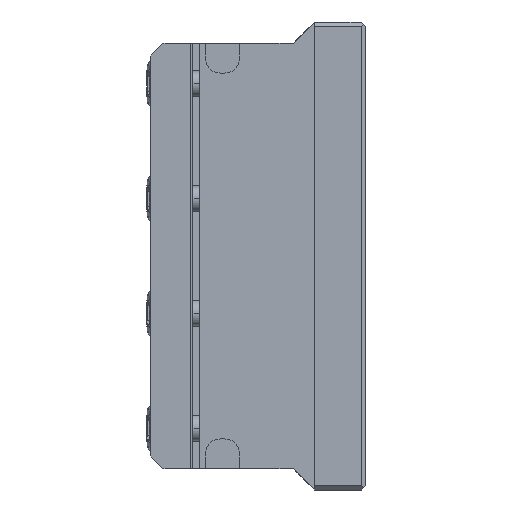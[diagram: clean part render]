
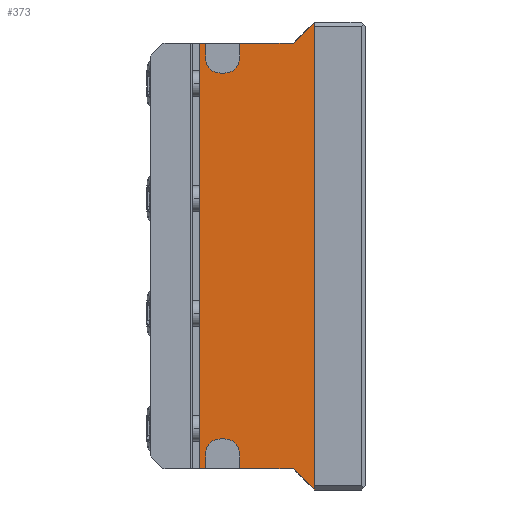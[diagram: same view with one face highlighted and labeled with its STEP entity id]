
A CAD part, left-side view. The second image highlights one B-rep face of the part: STEP entity #373.
In plain terms, the highlighted planar face has unit normal (-1, 0, 0).
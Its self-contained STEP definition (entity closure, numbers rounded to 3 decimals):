
#240=CIRCLE('',#3339,3.5);
#241=CIRCLE('',#3340,3.5);
#242=CIRCLE('',#3341,3.5);
#243=CIRCLE('',#3342,3.5);
#373=ADVANCED_FACE('',(#653),#553,.F.);
#553=PLANE('',#3343);
#653=FACE_OUTER_BOUND('',#814,.T.);
#814=EDGE_LOOP('',(#1053,#1054,#1055,#1056,#1057,#1058,#1059,#1060,#1061,
#1062,#1063,#1064,#1065,#1066,#1067,#1068,#1069,#1070,#1071,#1072));
#1053=ORIENTED_EDGE('',*,*,#2228,.T.);
#1054=ORIENTED_EDGE('',*,*,#2229,.F.);
#1055=ORIENTED_EDGE('',*,*,#2230,.T.);
#1056=ORIENTED_EDGE('',*,*,#2212,.F.);
#1057=ORIENTED_EDGE('',*,*,#2227,.F.);
#1058=ORIENTED_EDGE('',*,*,#2231,.F.);
#1059=ORIENTED_EDGE('',*,*,#2232,.T.);
#1060=ORIENTED_EDGE('',*,*,#2233,.T.);
#1061=ORIENTED_EDGE('',*,*,#2234,.F.);
#1062=ORIENTED_EDGE('',*,*,#2235,.T.);
#1063=ORIENTED_EDGE('',*,*,#2236,.F.);
#1064=ORIENTED_EDGE('',*,*,#2237,.T.);
#1065=ORIENTED_EDGE('',*,*,#2238,.T.);
#1066=ORIENTED_EDGE('',*,*,#2239,.T.);
#1067=ORIENTED_EDGE('',*,*,#2240,.T.);
#1068=ORIENTED_EDGE('',*,*,#2241,.T.);
#1069=ORIENTED_EDGE('',*,*,#2242,.F.);
#1070=ORIENTED_EDGE('',*,*,#2243,.T.);
#1071=ORIENTED_EDGE('',*,*,#2244,.F.);
#1072=ORIENTED_EDGE('',*,*,#2245,.T.);
#1918=VERTEX_POINT('',#4745);
#1919=VERTEX_POINT('',#4747);
#1929=VERTEX_POINT('',#4775);
#1930=VERTEX_POINT('',#4779);
#1931=VERTEX_POINT('',#4780);
#1932=VERTEX_POINT('',#4782);
#1933=VERTEX_POINT('',#4785);
#1934=VERTEX_POINT('',#4787);
#1935=VERTEX_POINT('',#4789);
#1936=VERTEX_POINT('',#4791);
#1937=VERTEX_POINT('',#4793);
#1938=VERTEX_POINT('',#4795);
#1939=VERTEX_POINT('',#4797);
#1940=VERTEX_POINT('',#4799);
#1941=VERTEX_POINT('',#4801);
#1942=VERTEX_POINT('',#4803);
#1943=VERTEX_POINT('',#4805);
#1944=VERTEX_POINT('',#4807);
#1945=VERTEX_POINT('',#4809);
#1946=VERTEX_POINT('',#4811);
#2212=EDGE_CURVE('',#1918,#1919,#2660,.T.);
#2227=EDGE_CURVE('',#1929,#1918,#2675,.T.);
#2228=EDGE_CURVE('',#1930,#1931,#2676,.T.);
#2229=EDGE_CURVE('',#1932,#1931,#2677,.T.);
#2230=EDGE_CURVE('',#1932,#1919,#2678,.T.);
#2231=EDGE_CURVE('',#1933,#1929,#2679,.T.);
#2232=EDGE_CURVE('',#1933,#1934,#2680,.T.);
#2233=EDGE_CURVE('',#1934,#1935,#2681,.T.);
#2234=EDGE_CURVE('',#1936,#1935,#240,.T.);
#2235=EDGE_CURVE('',#1936,#1937,#2682,.T.);
#2236=EDGE_CURVE('',#1938,#1937,#241,.T.);
#2237=EDGE_CURVE('',#1938,#1939,#2683,.T.);
#2238=EDGE_CURVE('',#1939,#1940,#2684,.T.);
#2239=EDGE_CURVE('',#1940,#1941,#2685,.T.);
#2240=EDGE_CURVE('',#1941,#1942,#2686,.T.);
#2241=EDGE_CURVE('',#1942,#1943,#2687,.T.);
#2242=EDGE_CURVE('',#1944,#1943,#242,.T.);
#2243=EDGE_CURVE('',#1944,#1945,#2688,.T.);
#2244=EDGE_CURVE('',#1946,#1945,#243,.T.);
#2245=EDGE_CURVE('',#1946,#1930,#2689,.T.);
#2660=LINE('',#4746,#2936);
#2675=LINE('',#4776,#2951);
#2676=LINE('',#4778,#2952);
#2677=LINE('',#4781,#2953);
#2678=LINE('',#4783,#2954);
#2679=LINE('',#4784,#2955);
#2680=LINE('',#4786,#2956);
#2681=LINE('',#4788,#2957);
#2682=LINE('',#4792,#2958);
#2683=LINE('',#4796,#2959);
#2684=LINE('',#4798,#2960);
#2685=LINE('',#4800,#2961);
#2686=LINE('',#4802,#2962);
#2687=LINE('',#4804,#2963);
#2688=LINE('',#4808,#2964);
#2689=LINE('',#4812,#2965);
#2936=VECTOR('',#3741,1.);
#2951=VECTOR('',#3764,1.);
#2952=VECTOR('',#3767,1.);
#2953=VECTOR('',#3768,1.);
#2954=VECTOR('',#3769,1.);
#2955=VECTOR('',#3770,1.);
#2956=VECTOR('',#3771,1.);
#2957=VECTOR('',#3772,1.);
#2958=VECTOR('',#3775,1.);
#2959=VECTOR('',#3778,1.);
#2960=VECTOR('',#3779,1.);
#2961=VECTOR('',#3780,1.);
#2962=VECTOR('',#3781,1.);
#2963=VECTOR('',#3782,1.);
#2964=VECTOR('',#3785,1.);
#2965=VECTOR('',#3788,1.);
#3339=AXIS2_PLACEMENT_3D('',#4790,#3773,#3774);
#3340=AXIS2_PLACEMENT_3D('',#4794,#3776,#3777);
#3341=AXIS2_PLACEMENT_3D('',#4806,#3783,#3784);
#3342=AXIS2_PLACEMENT_3D('',#4810,#3786,#3787);
#3343=AXIS2_PLACEMENT_3D('',#4813,#3789,#3790);
#3741=DIRECTION('',(0.,0.,-1.));
#3764=DIRECTION('',(0.,-1.,0.));
#3767=DIRECTION('',(0.,-1.,0.));
#3768=DIRECTION('',(0.,0.707,0.707));
#3769=DIRECTION('',(0.,-1.,0.));
#3770=DIRECTION('',(0.,-0.707,0.707));
#3771=DIRECTION('',(0.,1.,0.));
#3772=DIRECTION('',(0.,0.,-1.));
#3773=DIRECTION('',(-1.,0.,0.));
#3774=DIRECTION('',(0.,0.,-1.));
#3775=DIRECTION('',(0.,1.,0.));
#3776=DIRECTION('',(-1.,0.,0.));
#3777=DIRECTION('',(0.,1.,0.));
#3778=DIRECTION('',(0.,0.,1.));
#3779=DIRECTION('',(0.,1.,0.));
#3780=DIRECTION('',(0.,0.,-1.));
#3781=DIRECTION('',(0.,-1.,0.));
#3782=DIRECTION('',(0.,0.,1.));
#3783=DIRECTION('',(-1.,0.,0.));
#3784=DIRECTION('',(0.,0.,1.));
#3785=DIRECTION('',(0.,-1.,0.));
#3786=DIRECTION('',(-1.,0.,0.));
#3787=DIRECTION('',(0.,-1.,0.));
#3788=DIRECTION('',(0.,0.,-1.));
#3789=DIRECTION('',(1.,0.,0.));
#3790=DIRECTION('',(0.,1.,0.));
#4745=CARTESIAN_POINT('',(-34.5,-5.,6.));
#4746=CARTESIAN_POINT('',(-34.5,-5.,6.));
#4747=CARTESIAN_POINT('',(-34.5,-5.,-104.));
#4775=CARTESIAN_POINT('',(-34.5,-3.6,6.));
#4776=CARTESIAN_POINT('',(-34.5,-3.6,6.));
#4778=CARTESIAN_POINT('',(-34.5,14.,-99.));
#4779=CARTESIAN_POINT('',(-34.5,14.,-99.));
#4780=CARTESIAN_POINT('',(-34.5,1.4,-99.));
#4781=CARTESIAN_POINT('',(-34.5,-3.6,-104.));
#4782=CARTESIAN_POINT('',(-34.5,-3.6,-104.));
#4783=CARTESIAN_POINT('',(-34.5,-3.6,-104.));
#4784=CARTESIAN_POINT('',(-34.5,1.4,1.));
#4785=CARTESIAN_POINT('',(-34.5,1.4,1.));
#4786=CARTESIAN_POINT('',(-34.5,1.4,1.));
#4787=CARTESIAN_POINT('',(-34.5,14.,1.));
#4788=CARTESIAN_POINT('',(-34.5,14.,1.));
#4789=CARTESIAN_POINT('',(-34.5,14.,-2.5));
#4790=CARTESIAN_POINT('',(-34.5,17.5,-2.5));
#4791=CARTESIAN_POINT('',(-34.5,17.5,-6.));
#4792=CARTESIAN_POINT('',(-34.5,17.5,-6.));
#4793=CARTESIAN_POINT('',(-34.5,18.5,-6.));
#4794=CARTESIAN_POINT('',(-34.5,18.5,-2.5));
#4795=CARTESIAN_POINT('',(-34.5,22.,-2.5));
#4796=CARTESIAN_POINT('',(-34.5,22.,-2.5));
#4797=CARTESIAN_POINT('',(-34.5,22.,1.));
#4798=CARTESIAN_POINT('',(-34.5,22.,1.));
#4799=CARTESIAN_POINT('',(-34.5,23.5,1.));
#4800=CARTESIAN_POINT('',(-34.5,23.5,1.));
#4801=CARTESIAN_POINT('',(-34.5,23.5,-99.));
#4802=CARTESIAN_POINT('',(-34.5,23.5,-99.));
#4803=CARTESIAN_POINT('',(-34.5,22.,-99.));
#4804=CARTESIAN_POINT('',(-34.5,22.,-99.));
#4805=CARTESIAN_POINT('',(-34.5,22.,-95.5));
#4806=CARTESIAN_POINT('',(-34.5,18.5,-95.5));
#4807=CARTESIAN_POINT('',(-34.5,18.5,-92.));
#4808=CARTESIAN_POINT('',(-34.5,18.5,-92.));
#4809=CARTESIAN_POINT('',(-34.5,17.5,-92.));
#4810=CARTESIAN_POINT('',(-34.5,17.5,-95.5));
#4811=CARTESIAN_POINT('',(-34.5,14.,-95.5));
#4812=CARTESIAN_POINT('',(-34.5,14.,-95.5));
#4813=CARTESIAN_POINT('',(-34.5,9.25,-49.));
